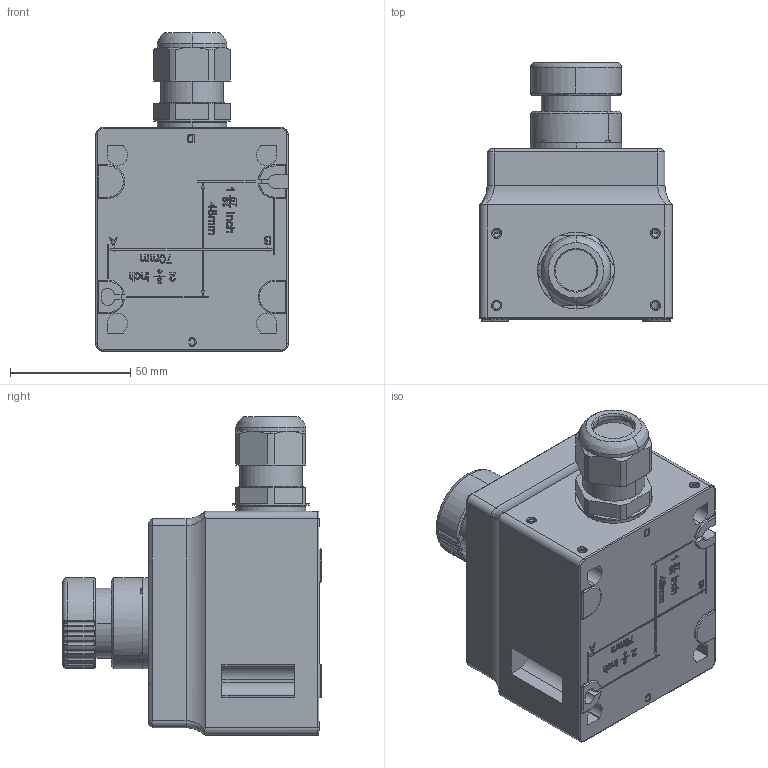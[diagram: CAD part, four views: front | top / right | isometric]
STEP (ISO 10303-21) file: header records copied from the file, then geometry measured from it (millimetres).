
FILE_DESCRIPTION (( 'STEP AP203' ), '1' );
FILE_NAME ('8040_1180_-03L24BA05.STEP', '2015-07-28T06:59:18', ( '' ), ( '' ), 'SwSTEP 2.0', 'SolidWorks 2015', '' );
FILE_SCHEMA (( 'CONFIG_CONTROL_DESIGN' ));
Length unit declared in the file: millimetre
Products named in the file (1): 8040_1180_-03L24BA05
Bounding box: 80 x 107.5 x 132.31 mm (x, y, z)
Volume: 541243 mm3; surface area: 65744 mm2
Topology: 1 solids, 1 shells, 2001 faces, 5417 edges, 3483 vertices
Faces by surface type: plane 894, bspline 392, cylinder 386, cone 191, torus 111, sphere 27
Entity records: 79928 total; most frequent: CARTESIAN_POINT 31926, ORIENTED_EDGE 10774, DIRECTION 8925, EDGE_CURVE 5387, VERTEX_POINT 3483, AXIS2_PLACEMENT_3D 2985, VECTOR 2955, LINE 2955
